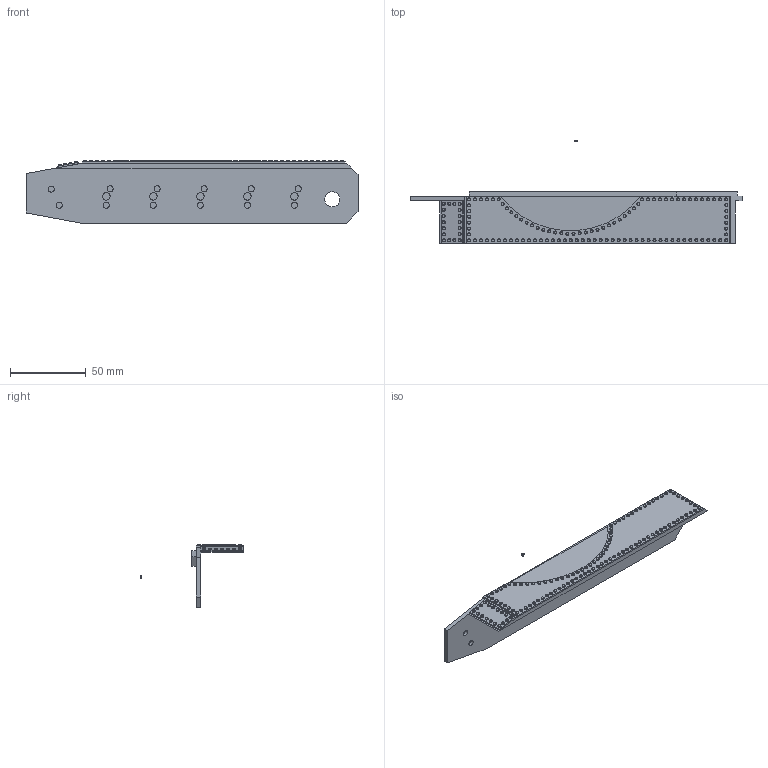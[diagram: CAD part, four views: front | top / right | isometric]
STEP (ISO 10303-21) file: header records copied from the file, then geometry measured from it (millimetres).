
FILE_DESCRIPTION(('TFLEX Exchange Step'),'2;1');
FILE_NAME(' крыло.stp', '2022-04-25T23:28:45+03:00',('ilya'),('Unknown organisation'),'TFLEX Exchange 2022.0','T-FLEX CAD','Unknown authorisation');
FILE_SCHEMA( ('AUTOMOTIVE_DESIGN { 1 0 10303 214 1 1 1 1 }') );
Length unit declared in the file: millimetre
Products named in the file (4): норм заклепка; декор верх уклон мини; Декор верх бок; правое крыло
Assembly tree (124 placements, depth 3):
  правое крыло
    декор верх уклон мини
      норм заклепка  x18
    Декор верх бок
      норм заклепка  x104
Bounding box: 218.84 x 67.7 x 40.98 mm (x, y, z)
Volume: 46031.5 mm3; surface area: 40961.8 mm2
Topology: 126 solids, 126 shells, 1071 faces, 2157 edges, 1356 vertices
Faces by surface type: torus 492, plane 296, cylinder 283
Entity records: 4514 total; most frequent: DIRECTION 733, CARTESIAN_POINT 561, ORIENTED_EDGE 410, AXIS2_PLACEMENT_3D 308, PRODUCT_DEFINITION_SHAPE 249, EDGE_CURVE 205, VERTEX_POINT 136, PRODUCT 125
